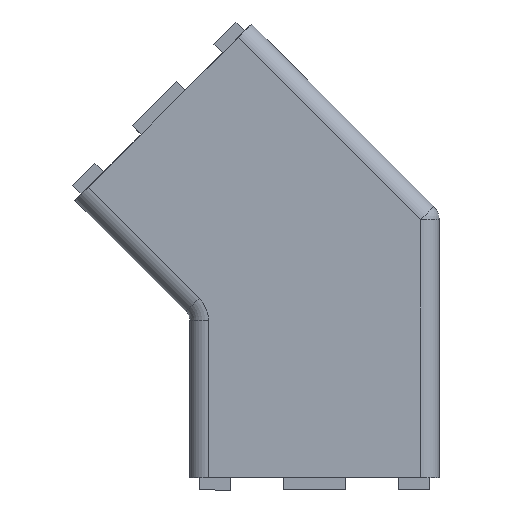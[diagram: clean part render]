
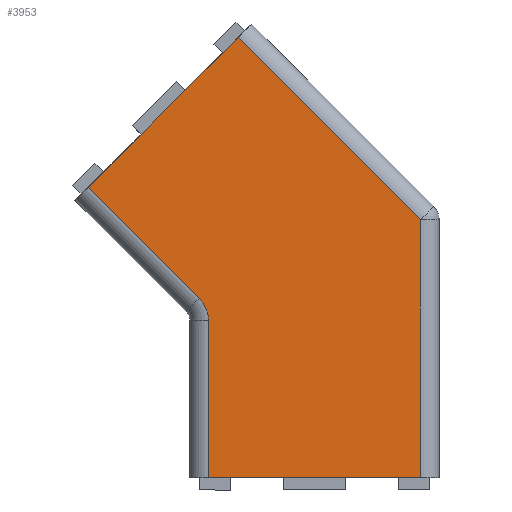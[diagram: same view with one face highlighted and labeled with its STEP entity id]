
A CAD part, left-side view. The second image highlights one B-rep face of the part: STEP entity #3953.
In plain terms, the highlighted planar face has unit normal (-1, 0, 0).
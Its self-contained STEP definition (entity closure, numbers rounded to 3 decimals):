
#2564=CARTESIAN_POINT('',(0.0,12.222,70.548));
#2565=VERTEX_POINT('',#2564);
#2615=CARTESIAN_POINT('',(0.0,36.263,46.506));
#2616=VERTEX_POINT('',#2615);
#2624=CARTESIAN_POINT('',(0.0,36.263,46.506));
#2625=DIRECTION('',(0.0,-0.707,0.707));
#2626=VECTOR('',#2625,34.);
#2627=LINE('',#2624,#2626);
#2628=EDGE_CURVE('',#2616,#2565,#2627,.T.);
#3493=CARTESIAN_POINT('',(0.0,-17.,41.326));
#3494=VERTEX_POINT('',#3493);
#3495=CARTESIAN_POINT('',(0.0,12.222,70.548));
#3496=DIRECTION('',(0.0,-0.707,-0.707));
#3497=VECTOR('',#3496,41.326);
#3498=LINE('',#3495,#3497);
#3499=EDGE_CURVE('',#2565,#3494,#3498,.T.);
#3517=CARTESIAN_POINT('',(0.0,-17.0,0.));
#3518=VERTEX_POINT('',#3517);
#3534=CARTESIAN_POINT('',(0.0,-17.,41.326));
#3535=DIRECTION('',(0.0,0.0,-1.0));
#3536=VECTOR('',#3535,41.326);
#3537=LINE('',#3534,#3536);
#3538=EDGE_CURVE('',#3494,#3518,#3537,.T.);
#3560=CARTESIAN_POINT('',(0.0,17.0,0.));
#3561=VERTEX_POINT('',#3560);
#3562=CARTESIAN_POINT('',(0.0,-17.0,0.));
#3563=DIRECTION('',(0.0,1.0,0.0));
#3564=VECTOR('',#3563,34.0);
#3565=LINE('',#3562,#3564);
#3566=EDGE_CURVE('',#3518,#3561,#3565,.T.);
#3637=CARTESIAN_POINT('',(0.0,17.0,25.172));
#3638=VERTEX_POINT('',#3637);
#3639=CARTESIAN_POINT('',(0.0,17.0,0.));
#3640=DIRECTION('',(0.0,0.0,1.0));
#3641=VECTOR('',#3640,25.172);
#3642=LINE('',#3639,#3641);
#3643=EDGE_CURVE('',#3561,#3638,#3642,.T.);
#3668=CARTESIAN_POINT('',(0.0,18.464,28.707));
#3669=VERTEX_POINT('',#3668);
#3687=CARTESIAN_POINT('',(0.0,22.,25.172));
#3688=DIRECTION('',(-1.0,0.0,0.0));
#3689=DIRECTION('',(0.0,-0.924,0.383));
#3690=AXIS2_PLACEMENT_3D('',#3687,#3688,#3689);
#3691=CIRCLE('',#3690,5.);
#3692=EDGE_CURVE('',#3638,#3669,#3691,.T.);
#3710=CARTESIAN_POINT('',(0.0,18.464,28.707));
#3711=DIRECTION('',(0.0,0.707,0.707));
#3712=VECTOR('',#3711,25.172);
#3713=LINE('',#3710,#3712);
#3714=EDGE_CURVE('',#3669,#2616,#3713,.T.);
#3939=CARTESIAN_POINT('',(0.0,5.517,31.999));
#3940=DIRECTION('',(1.0,0.0,0.0));
#3941=DIRECTION('',(0.0,0.0,-1.0));
#3942=AXIS2_PLACEMENT_3D('',#3939,#3940,#3941);
#3943=PLANE('',#3942);
#3944=ORIENTED_EDGE('',*,*,#3499,.F.);
#3945=ORIENTED_EDGE('',*,*,#2628,.F.);
#3946=ORIENTED_EDGE('',*,*,#3714,.F.);
#3947=ORIENTED_EDGE('',*,*,#3692,.F.);
#3948=ORIENTED_EDGE('',*,*,#3643,.F.);
#3949=ORIENTED_EDGE('',*,*,#3566,.F.);
#3950=ORIENTED_EDGE('',*,*,#3538,.F.);
#3951=EDGE_LOOP('',(#3944,#3945,#3946,#3947,#3948,#3949,#3950));
#3952=FACE_OUTER_BOUND('',#3951,.T.);
#3953=ADVANCED_FACE('',(#3952),#3943,.F.);
